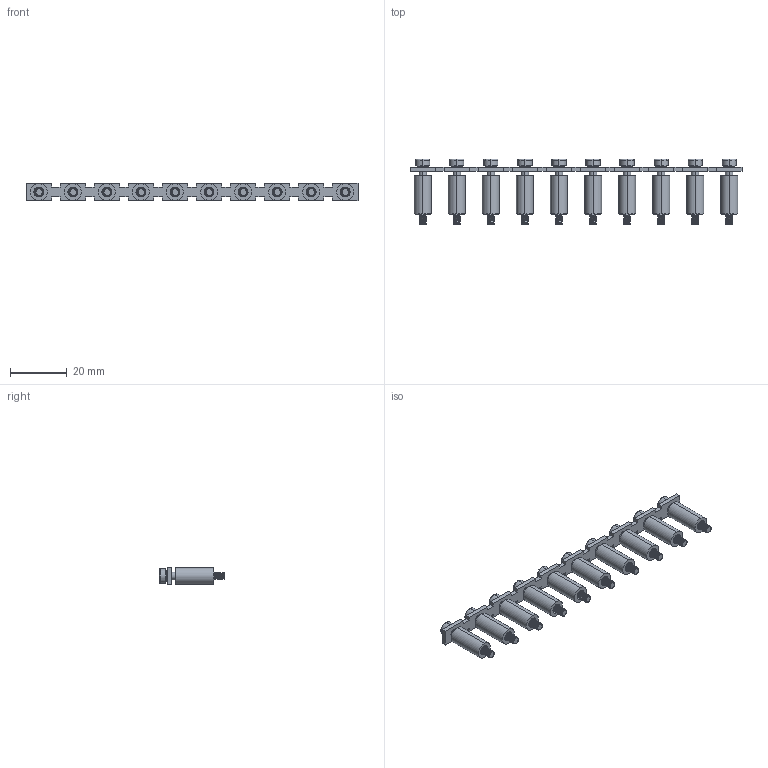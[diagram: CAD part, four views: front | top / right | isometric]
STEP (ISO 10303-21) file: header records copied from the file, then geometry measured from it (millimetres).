
FILE_DESCRIPTION (( 'STEP AP214' ), '1' );
FILE_NAME ('KN-10J4.step', '2015-05-04T11:23:20', ( '' ), ( '' ), 'SwSTEP 2.0', 'SolidWorks 2014', '' );
FILE_SCHEMA (( 'AUTOMOTIVE_DESIGN' ));
Length unit declared in the file: millimetre
Products named in the file (1): KN-10J4
Bounding box: 117 x 23 x 6 mm (x, y, z)
Volume: 4776 mm3; surface area: 9397.7 mm2
Topology: 31 solids, 31 shells, 418 faces, 988 edges, 642 vertices
Faces by surface type: plane 208, cylinder 150, bspline 40, torus 20
Entity records: 31522 total; most frequent: CARTESIAN_POINT 19379, DIRECTION 1996, ORIENTED_EDGE 1976, EDGE_CURVE 988, AXIS2_PLACEMENT_3D 729, VERTEX_POINT 642, VECTOR 538, LINE 538
